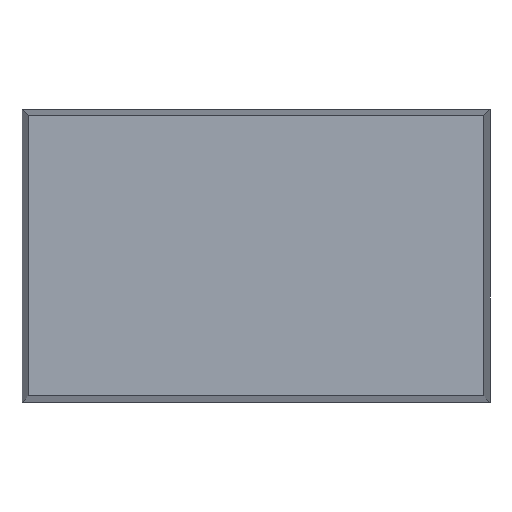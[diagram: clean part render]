
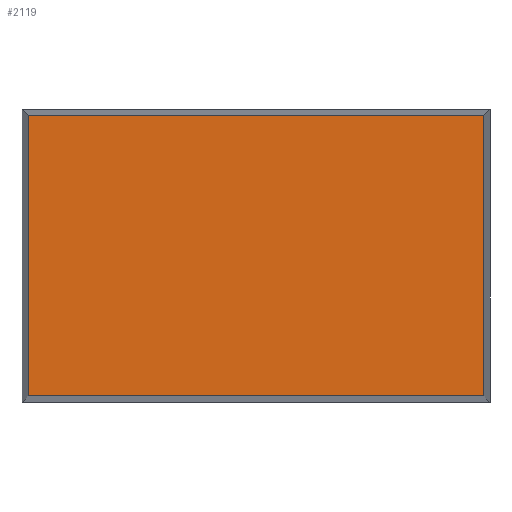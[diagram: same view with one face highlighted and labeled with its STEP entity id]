
A CAD part, top view. The second image highlights one B-rep face of the part: STEP entity #2119.
In plain terms, the highlighted planar face has unit normal (0, 0, 1).
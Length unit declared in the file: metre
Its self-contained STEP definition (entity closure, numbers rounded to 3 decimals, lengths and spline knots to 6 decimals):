
#101 = CARTESIAN_POINT ( 'NONE',  ( 0., 0., 0.0005 ) ) ;
#150 = VERTEX_POINT ( 'NONE', #1794 ) ;
#180 = VECTOR ( 'NONE', #776, 1. ) ;
#200 = VERTEX_POINT ( 'NONE', #1643 ) ;
#223 = LINE ( 'NONE', #750, #1135 ) ;
#240 = CARTESIAN_POINT ( 'NONE',  ( 0.000974, -0.000599, 0.0005 ) ) ;
#466 = VECTOR ( 'NONE', #696, 1. ) ;
#484 = ORIENTED_EDGE ( 'NONE', *, *, #529, .F. ) ;
#503 = AXIS2_PLACEMENT_3D ( 'NONE', #101, #2141, #785 ) ;
#529 = EDGE_CURVE ( 'NONE', #1555, #200, #223, .T. ) ;
#696 = DIRECTION ( 'NONE',  ( 1., 0., 0. ) ) ;
#750 = CARTESIAN_POINT ( 'NONE',  ( 0., -0.000599, 0.0005 ) ) ;
#776 = DIRECTION ( 'NONE',  ( 0., 1., 0. ) ) ;
#785 = DIRECTION ( 'NONE',  ( 1., 0., 0. ) ) ;
#808 = PLANE ( 'NONE',  #503 ) ;
#816 = ORIENTED_EDGE ( 'NONE', *, *, #1503, .F. ) ;
#909 = DIRECTION ( 'NONE',  ( -1., 0., 0. ) ) ;
#1087 = LINE ( 'NONE', #1565, #1389 ) ;
#1135 = VECTOR ( 'NONE', #909, 1. ) ;
#1231 = CARTESIAN_POINT ( 'NONE',  ( -0.000974, 0.000599, 0.0005 ) ) ;
#1280 = EDGE_CURVE ( 'NONE', #2014, #150, #1531, .T. ) ;
#1355 = EDGE_LOOP ( 'NONE', ( #816, #484, #1633, #1691 ) ) ;
#1389 = VECTOR ( 'NONE', #2111, 1. ) ;
#1475 = CARTESIAN_POINT ( 'NONE',  ( 0.000974, 0., 0.0005 ) ) ;
#1503 = EDGE_CURVE ( 'NONE', #200, #2014, #1087, .T. ) ;
#1531 = LINE ( 'NONE', #2053, #466 ) ;
#1555 = VERTEX_POINT ( 'NONE', #240 ) ;
#1565 = CARTESIAN_POINT ( 'NONE',  ( -0.000974, 0., 0.0005 ) ) ;
#1633 = ORIENTED_EDGE ( 'NONE', *, *, #2079, .T. ) ;
#1643 = CARTESIAN_POINT ( 'NONE',  ( -0.000974, -0.000599, 0.0005 ) ) ;
#1691 = ORIENTED_EDGE ( 'NONE', *, *, #1280, .F. ) ;
#1790 = FACE_OUTER_BOUND ( 'NONE', #1355, .T. ) ;
#1794 = CARTESIAN_POINT ( 'NONE',  ( 0.000974, 0.000599, 0.0005 ) ) ;
#1800 = LINE ( 'NONE', #1475, #180 ) ;
#2014 = VERTEX_POINT ( 'NONE', #1231 ) ;
#2053 = CARTESIAN_POINT ( 'NONE',  ( 0., 0.000599, 0.0005 ) ) ;
#2079 = EDGE_CURVE ( 'NONE', #1555, #150, #1800, .T. ) ;
#2111 = DIRECTION ( 'NONE',  ( 0., 1., 0. ) ) ;
#2119 = ADVANCED_FACE ( 'NONE', ( #1790 ), #808, .T. ) ;
#2141 = DIRECTION ( 'NONE',  ( 0., 0., 1. ) ) ;
